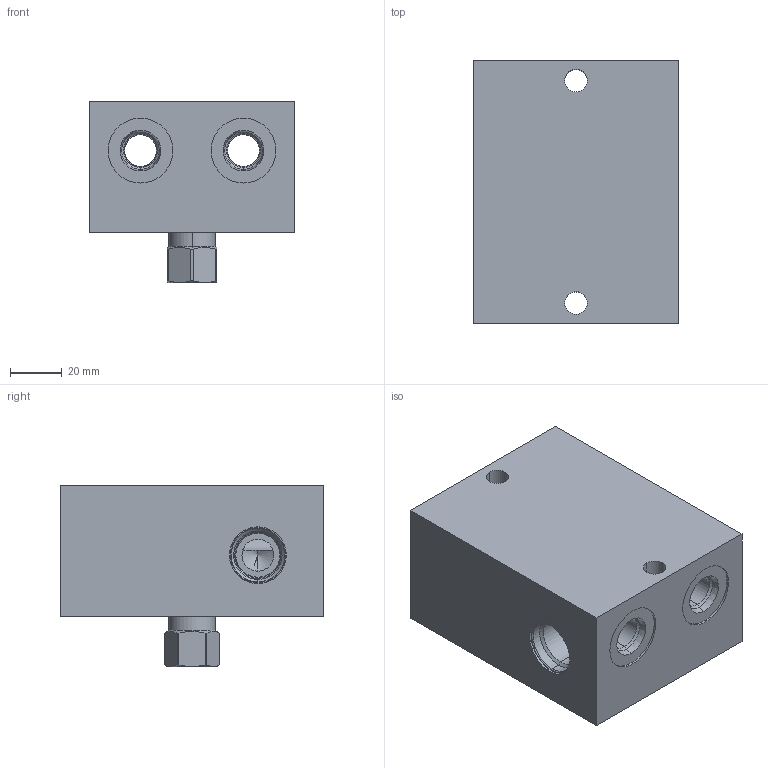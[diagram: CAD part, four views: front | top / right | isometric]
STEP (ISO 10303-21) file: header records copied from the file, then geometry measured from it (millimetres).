
FILE_DESCRIPTION((''),'2;1');
FILE_NAME('Z7Z_ASM','2024-03-04T',('ProEService'),(''),'PRO/ENGINEER BY PARAMETRIC TECHNOLOGY CORPORATION, 2014200','PRO/ENGINEER BY PARAMETRIC TECHNOLOGY CORPORATION, 2014200','');
FILE_SCHEMA(('CONFIG_CONTROL_DESIGN'));
Length unit declared in the file: inch
Products named in the file (3): 154-079-004; CSAWEXN; Z7Z_ASM
Assembly tree (2 placements, depth 2):
  Z7Z_ASM
    154-079-004
    CSAWEXN
Bounding box: 79.38 x 101.6 x 70 mm (x, y, z)
Volume: 354651 mm3; surface area: 56603.8 mm2
Topology: 3 solids, 4 shells, 329 faces, 1026 edges, 815 vertices
Faces by surface type: cylinder 143, cone 90, plane 48, torus 48
Entity records: 12438 total; most frequent: CARTESIAN_POINT 3207, DIRECTION 2065, ORIENTED_EDGE 1622, EDGE_CURVE 811, AXIS2_PLACEMENT_3D 805, VERTEX_POINT 509, CIRCLE 465, VECTOR 455
